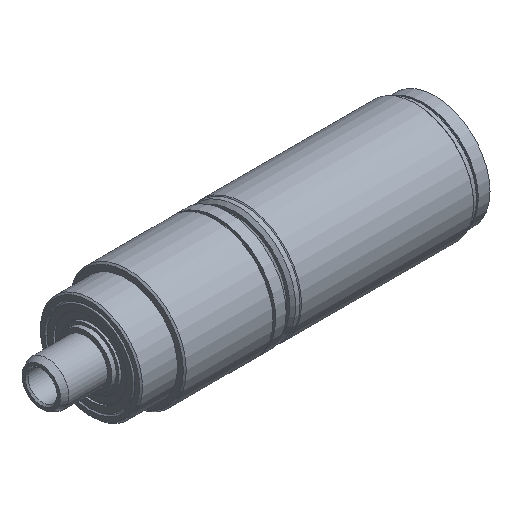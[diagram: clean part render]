
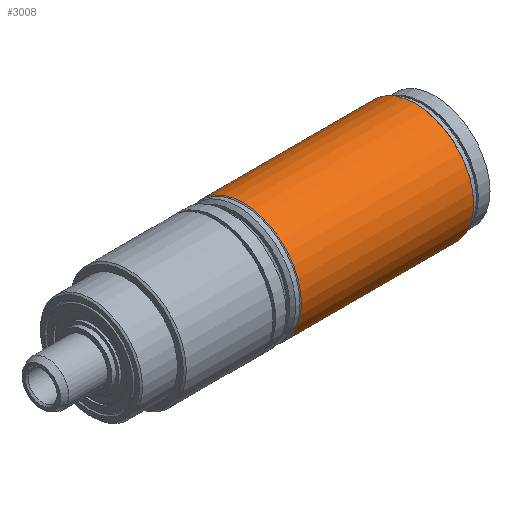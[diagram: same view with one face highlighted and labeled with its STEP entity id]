
A CAD part, isometric view. The second image highlights one B-rep face of the part: STEP entity #3008.
In plain terms, the highlighted cylindrical face has radius 4 mm (diameter 8 mm), a full revolution.
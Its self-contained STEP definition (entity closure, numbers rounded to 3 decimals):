
#394=CYLINDRICAL_SURFACE('',#3271,4.);
#631=FACE_BOUND('',#1138,.T.);
#909=FACE_OUTER_BOUND('',#1137,.T.);
#1137=EDGE_LOOP('',(#2617));
#1138=EDGE_LOOP('',(#2618));
#1328=CIRCLE('',#3270,4.);
#1329=CIRCLE('',#3272,4.);
#1597=VERTEX_POINT('',#6428);
#1598=VERTEX_POINT('',#6431);
#1958=EDGE_CURVE('',#1597,#1597,#1328,.T.);
#1959=EDGE_CURVE('',#1598,#1598,#1329,.T.);
#2617=ORIENTED_EDGE('',*,*,#1959,.F.);
#2618=ORIENTED_EDGE('',*,*,#1958,.T.);
#3008=ADVANCED_FACE('',(#909,#631),#394,.T.);
#3270=AXIS2_PLACEMENT_3D('',#6429,#3928,#3929);
#3271=AXIS2_PLACEMENT_3D('',#6430,#3930,#3931);
#3272=AXIS2_PLACEMENT_3D('',#6432,#3932,#3933);
#3928=DIRECTION('center_axis',(-1.,0.,0.));
#3929=DIRECTION('ref_axis',(0.,0.,
-1.));
#3930=DIRECTION('center_axis',(-1.,0.,0.));
#3931=DIRECTION('ref_axis',(0.,0.,
-1.));
#3932=DIRECTION('center_axis',(-1.,0.,0.));
#3933=DIRECTION('ref_axis',(0.,0.,
-1.));
#6428=CARTESIAN_POINT('',(13.65,0.,-4.));
#6429=CARTESIAN_POINT('Origin',(13.65,0.,0.));
#6430=CARTESIAN_POINT('Origin',(7.75,0.,0.));
#6431=CARTESIAN_POINT('',(1.85,0.,-4.));
#6432=CARTESIAN_POINT('Origin',(1.85,0.,0.));
